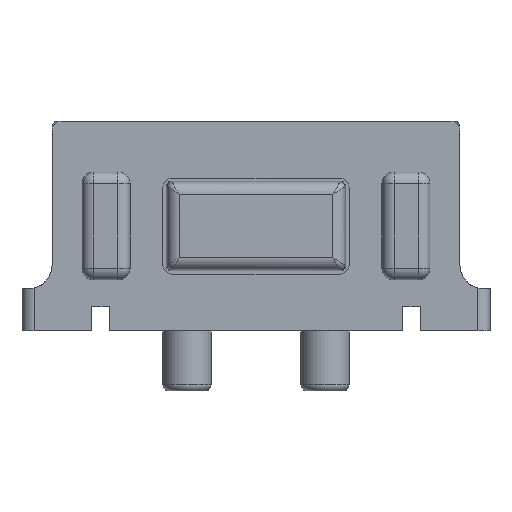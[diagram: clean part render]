
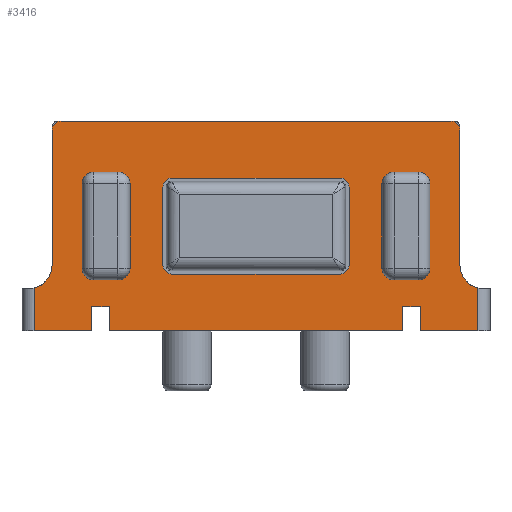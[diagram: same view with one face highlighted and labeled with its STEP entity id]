
A CAD part, front view. The second image highlights one B-rep face of the part: STEP entity #3416.
In plain terms, the highlighted planar face has unit normal (0, -1, 0).
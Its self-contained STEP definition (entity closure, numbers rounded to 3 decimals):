
#58=FACE_BOUND('',#486,.T.);
#164=PLANE('',#3661);
#278=FACE_OUTER_BOUND('',#485,.T.);
#485=EDGE_LOOP('',(#2465,#2466,#2467,#2468,#2469,#2470,#2471,#2472,#2473,
#2474,#2475,#2476,#2477,#2478,#2479,#2480,#2481,#2482));
#486=EDGE_LOOP('',(#2483,#2484,#2485,#2486,#2487,#2488,#2489,#2490));
#694=CIRCLE('',#3662,0.15);
#695=CIRCLE('',#3663,0.15);
#696=CIRCLE('',#3664,0.4);
#697=CIRCLE('',#3665,0.4);
#698=CIRCLE('',#3666,0.15);
#699=CIRCLE('',#3667,0.15);
#700=CIRCLE('',#3668,0.15);
#701=CIRCLE('',#3669,0.15);
#865=LINE('',#6320,#1190);
#874=LINE('',#6341,#1199);
#906=LINE('',#6508,#1231);
#907=LINE('',#6512,#1232);
#908=LINE('',#6516,#1233);
#909=LINE('',#6520,#1234);
#910=LINE('',#6523,#1235);
#911=LINE('',#6525,#1236);
#912=LINE('',#6526,#1237);
#913=LINE('',#6528,#1238);
#914=LINE('',#6530,#1239);
#915=LINE('',#6532,#1240);
#916=LINE('',#6534,#1241);
#917=LINE('',#6536,#1242);
#918=LINE('',#6542,#1243);
#919=LINE('',#6546,#1244);
#920=LINE('',#6550,#1245);
#921=LINE('',#6553,#1246);
#1190=VECTOR('',#4004,1.);
#1199=VECTOR('',#4017,1.);
#1231=VECTOR('',#4101,1.);
#1232=VECTOR('',#4104,1.);
#1233=VECTOR('',#4107,1.);
#1234=VECTOR('',#4110,1.);
#1235=VECTOR('',#4113,1.);
#1236=VECTOR('',#4114,1.);
#1237=VECTOR('',#4115,1.);
#1238=VECTOR('',#4116,1.);
#1239=VECTOR('',#4117,1.);
#1240=VECTOR('',#4118,1.);
#1241=VECTOR('',#4119,1.);
#1242=VECTOR('',#4120,1.);
#1243=VECTOR('',#4125,1.);
#1244=VECTOR('',#4128,1.);
#1245=VECTOR('',#4131,1.);
#1246=VECTOR('',#4134,1.);
#1515=VERTEX_POINT('',#6318);
#1516=VERTEX_POINT('',#6319);
#1525=VERTEX_POINT('',#6338);
#1526=VERTEX_POINT('',#6340);
#1568=VERTEX_POINT('',#6500);
#1569=VERTEX_POINT('',#6510);
#1570=VERTEX_POINT('',#6511);
#1571=VERTEX_POINT('',#6513);
#1572=VERTEX_POINT('',#6515);
#1573=VERTEX_POINT('',#6517);
#1574=VERTEX_POINT('',#6519);
#1575=VERTEX_POINT('',#6522);
#1576=VERTEX_POINT('',#6524);
#1577=VERTEX_POINT('',#6527);
#1578=VERTEX_POINT('',#6529);
#1579=VERTEX_POINT('',#6531);
#1580=VERTEX_POINT('',#6533);
#1581=VERTEX_POINT('',#6535);
#1582=VERTEX_POINT('',#6538);
#1583=VERTEX_POINT('',#6539);
#1584=VERTEX_POINT('',#6541);
#1585=VERTEX_POINT('',#6543);
#1586=VERTEX_POINT('',#6545);
#1587=VERTEX_POINT('',#6547);
#1588=VERTEX_POINT('',#6549);
#1589=VERTEX_POINT('',#6551);
#1846=EDGE_CURVE('',#1515,#1516,#865,.T.);
#1856=EDGE_CURVE('',#1525,#1526,#874,.T.);
#1910=EDGE_CURVE('',#1568,#1526,#906,.T.);
#1911=EDGE_CURVE('',#1569,#1570,#907,.T.);
#1912=EDGE_CURVE('',#1569,#1571,#694,.T.);
#1913=EDGE_CURVE('',#1571,#1572,#908,.T.);
#1914=EDGE_CURVE('',#1572,#1573,#695,.T.);
#1915=EDGE_CURVE('',#1574,#1573,#909,.T.);
#1916=EDGE_CURVE('',#1568,#1574,#696,.T.);
#1917=EDGE_CURVE('',#1575,#1525,#910,.T.);
#1918=EDGE_CURVE('',#1576,#1575,#911,.T.);
#1919=EDGE_CURVE('',#1516,#1576,#912,.T.);
#1920=EDGE_CURVE('',#1577,#1515,#913,.T.);
#1921=EDGE_CURVE('',#1578,#1577,#914,.T.);
#1922=EDGE_CURVE('',#1579,#1578,#915,.T.);
#1923=EDGE_CURVE('',#1580,#1579,#916,.T.);
#1924=EDGE_CURVE('',#1581,#1580,#917,.T.);
#1925=EDGE_CURVE('',#1570,#1581,#697,.T.);
#1926=EDGE_CURVE('',#1582,#1583,#698,.T.);
#1927=EDGE_CURVE('',#1584,#1582,#918,.T.);
#1928=EDGE_CURVE('',#1585,#1584,#699,.T.);
#1929=EDGE_CURVE('',#1586,#1585,#919,.T.);
#1930=EDGE_CURVE('',#1587,#1586,#700,.T.);
#1931=EDGE_CURVE('',#1588,#1587,#920,.T.);
#1932=EDGE_CURVE('',#1589,#1588,#701,.T.);
#1933=EDGE_CURVE('',#1583,#1589,#921,.T.);
#2465=ORIENTED_EDGE('',*,*,#1911,.F.);
#2466=ORIENTED_EDGE('',*,*,#1912,.T.);
#2467=ORIENTED_EDGE('',*,*,#1913,.T.);
#2468=ORIENTED_EDGE('',*,*,#1914,.T.);
#2469=ORIENTED_EDGE('',*,*,#1915,.F.);
#2470=ORIENTED_EDGE('',*,*,#1916,.F.);
#2471=ORIENTED_EDGE('',*,*,#1910,.T.);
#2472=ORIENTED_EDGE('',*,*,#1856,.F.);
#2473=ORIENTED_EDGE('',*,*,#1917,.F.);
#2474=ORIENTED_EDGE('',*,*,#1918,.F.);
#2475=ORIENTED_EDGE('',*,*,#1919,.F.);
#2476=ORIENTED_EDGE('',*,*,#1846,.F.);
#2477=ORIENTED_EDGE('',*,*,#1920,.F.);
#2478=ORIENTED_EDGE('',*,*,#1921,.F.);
#2479=ORIENTED_EDGE('',*,*,#1922,.F.);
#2480=ORIENTED_EDGE('',*,*,#1923,.F.);
#2481=ORIENTED_EDGE('',*,*,#1924,.F.);
#2482=ORIENTED_EDGE('',*,*,#1925,.F.);
#2483=ORIENTED_EDGE('',*,*,#1926,.F.);
#2484=ORIENTED_EDGE('',*,*,#1927,.F.);
#2485=ORIENTED_EDGE('',*,*,#1928,.F.);
#2486=ORIENTED_EDGE('',*,*,#1929,.F.);
#2487=ORIENTED_EDGE('',*,*,#1930,.F.);
#2488=ORIENTED_EDGE('',*,*,#1931,.F.);
#2489=ORIENTED_EDGE('',*,*,#1932,.F.);
#2490=ORIENTED_EDGE('',*,*,#1933,.F.);
#3416=ADVANCED_FACE('',(#278,#58),#164,.T.);
#3661=AXIS2_PLACEMENT_3D('',#6509,#4102,#4103);
#3662=AXIS2_PLACEMENT_3D('',#6514,#4105,#4106);
#3663=AXIS2_PLACEMENT_3D('',#6518,#4108,#4109);
#3664=AXIS2_PLACEMENT_3D('',#6521,#4111,#4112);
#3665=AXIS2_PLACEMENT_3D('',#6537,#4121,#4122);
#3666=AXIS2_PLACEMENT_3D('',#6540,#4123,#4124);
#3667=AXIS2_PLACEMENT_3D('',#6544,#4126,#4127);
#3668=AXIS2_PLACEMENT_3D('',#6548,#4129,#4130);
#3669=AXIS2_PLACEMENT_3D('',#6552,#4132,#4133);
#4004=DIRECTION('',(-1.,0.,0.));
#4017=DIRECTION('',(-1.,0.,0.));
#4101=DIRECTION('',(0.,0.,-1.));
#4102=DIRECTION('center_axis',(0.,-1.,0.));
#4103=DIRECTION('ref_axis',(1.,0.,0.));
#4104=DIRECTION('',(0.,0.,-1.));
#4105=DIRECTION('center_axis',(0.,-1.,0.));
#4106=DIRECTION('ref_axis',(1.,0.,0.));
#4107=DIRECTION('',(-1.,0.,0.));
#4108=DIRECTION('center_axis',(0.,-1.,0.));
#4109=DIRECTION('ref_axis',(1.,0.,0.));
#4110=DIRECTION('',(0.,0.,1.));
#4111=DIRECTION('center_axis',(0.,-1.,0.));
#4112=DIRECTION('ref_axis',(1.,0.,0.));
#4113=DIRECTION('',(0.,0.,-1.));
#4114=DIRECTION('',(-1.,0.,0.));
#4115=DIRECTION('',(0.,0.,1.));
#4116=DIRECTION('',(0.,0.,-1.));
#4117=DIRECTION('',(-1.,0.,0.));
#4118=DIRECTION('',(0.,0.,1.));
#4119=DIRECTION('',(-1.,0.,0.));
#4120=DIRECTION('',(0.,0.,-1.));
#4121=DIRECTION('center_axis',(0.,-1.,0.));
#4122=DIRECTION('ref_axis',(-1.,0.,0.));
#4123=DIRECTION('center_axis',(0.,-1.,0.));
#4124=DIRECTION('ref_axis',(-1.,0.,0.));
#4125=DIRECTION('',(0.,0.,1.));
#4126=DIRECTION('center_axis',(0.,-1.,0.));
#4127=DIRECTION('ref_axis',(1.,0.,0.));
#4128=DIRECTION('',(1.,0.,0.));
#4129=DIRECTION('center_axis',(0.,-1.,0.));
#4130=DIRECTION('ref_axis',(1.,0.,0.));
#4131=DIRECTION('',(0.,0.,-1.));
#4132=DIRECTION('center_axis',(0.,-1.,0.));
#4133=DIRECTION('ref_axis',(1.,0.,0.));
#4134=DIRECTION('',(-1.,0.,0.));
#6318=CARTESIAN_POINT('',(2.443,-1.111,-0.001));
#6319=CARTESIAN_POINT('',(-2.443,-1.111,-0.001));
#6320=CARTESIAN_POINT('',(-3.7,-1.111,-0.001));
#6338=CARTESIAN_POINT('',(-2.743,-1.111,-0.001));
#6340=CARTESIAN_POINT('',(-3.7,-1.111,-0.001));
#6341=CARTESIAN_POINT('',(-3.7,-1.111,-0.001));
#6500=CARTESIAN_POINT('',(-3.7,-1.111,0.712));
#6508=CARTESIAN_POINT('',(-3.7,-1.111,3.499));
#6509=CARTESIAN_POINT('Origin',(-3.7,-1.111,3.499));
#6510=CARTESIAN_POINT('',(3.4,-1.111,3.349));
#6511=CARTESIAN_POINT('',(3.4,-1.111,1.099));
#6512=CARTESIAN_POINT('',(3.4,-1.111,3.499));
#6513=CARTESIAN_POINT('',(3.25,-1.111,3.499));
#6514=CARTESIAN_POINT('Origin',(3.25,-1.111,3.349));
#6515=CARTESIAN_POINT('',(-3.25,-1.111,3.499));
#6516=CARTESIAN_POINT('',(-3.7,-1.111,3.499));
#6517=CARTESIAN_POINT('',(-3.4,-1.111,3.349));
#6518=CARTESIAN_POINT('Origin',(-3.25,-1.111,3.349));
#6519=CARTESIAN_POINT('',(-3.4,-1.111,1.099));
#6520=CARTESIAN_POINT('',(-3.4,-1.111,3.499));
#6521=CARTESIAN_POINT('Origin',(-3.8,-1.111,1.099));
#6522=CARTESIAN_POINT('',(-2.743,-1.111,0.399));
#6523=CARTESIAN_POINT('',(-2.743,-1.111,-0.001));
#6524=CARTESIAN_POINT('',(-2.443,-1.111,0.399));
#6525=CARTESIAN_POINT('',(-2.443,-1.111,0.399));
#6526=CARTESIAN_POINT('',(-2.443,-1.111,-0.001));
#6527=CARTESIAN_POINT('',(2.443,-1.111,0.399));
#6528=CARTESIAN_POINT('',(2.443,-1.111,-0.001));
#6529=CARTESIAN_POINT('',(2.743,-1.111,0.399));
#6530=CARTESIAN_POINT('',(2.443,-1.111,0.399));
#6531=CARTESIAN_POINT('',(2.743,-1.111,-0.001));
#6532=CARTESIAN_POINT('',(2.743,-1.111,-0.001));
#6533=CARTESIAN_POINT('',(3.7,-1.111,-0.001));
#6534=CARTESIAN_POINT('',(-3.7,-1.111,-0.001));
#6535=CARTESIAN_POINT('',(3.7,-1.111,0.712));
#6536=CARTESIAN_POINT('',(3.7,-1.111,3.499));
#6537=CARTESIAN_POINT('Origin',(3.8,-1.111,1.099));
#6538=CARTESIAN_POINT('',(1.55,-1.111,2.399));
#6539=CARTESIAN_POINT('',(1.4,-1.111,2.549));
#6540=CARTESIAN_POINT('Origin',(1.4,-1.111,2.399));
#6541=CARTESIAN_POINT('',(1.55,-1.111,1.099));
#6542=CARTESIAN_POINT('',(1.55,-1.111,2.399));
#6543=CARTESIAN_POINT('',(1.4,-1.111,0.949));
#6544=CARTESIAN_POINT('Origin',(1.4,-1.111,1.099));
#6545=CARTESIAN_POINT('',(-1.4,-1.111,0.949));
#6546=CARTESIAN_POINT('',(-1.4,-1.111,0.949));
#6547=CARTESIAN_POINT('',(-1.55,-1.111,1.099));
#6548=CARTESIAN_POINT('Origin',(-1.4,-1.111,1.099));
#6549=CARTESIAN_POINT('',(-1.55,-1.111,2.399));
#6550=CARTESIAN_POINT('',(-1.55,-1.111,2.399));
#6551=CARTESIAN_POINT('',(-1.4,-1.111,2.549));
#6552=CARTESIAN_POINT('Origin',(-1.4,-1.111,2.399));
#6553=CARTESIAN_POINT('',(-1.4,-1.111,2.549));
